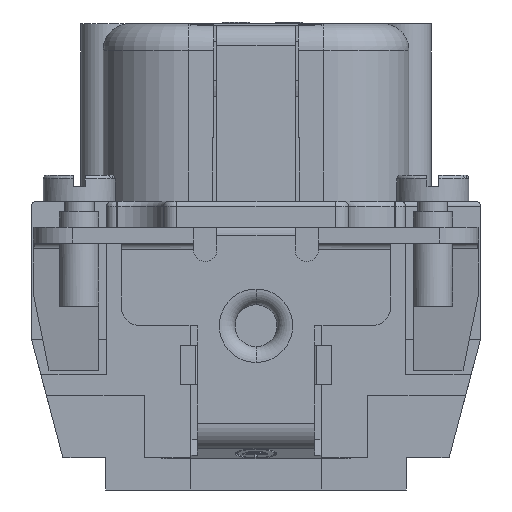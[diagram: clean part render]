
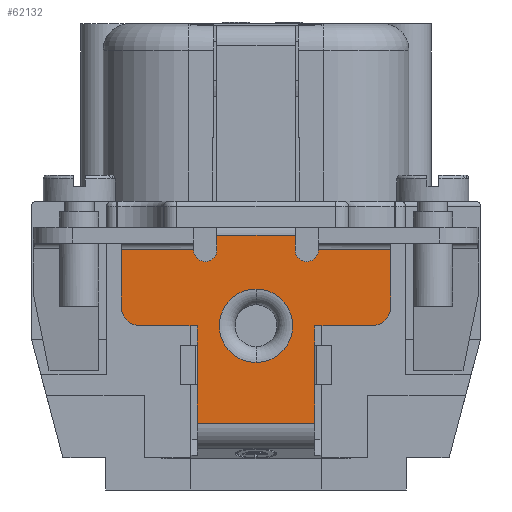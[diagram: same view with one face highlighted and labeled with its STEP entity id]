
A CAD part, left-side view. The second image highlights one B-rep face of the part: STEP entity #62132.
In plain terms, the highlighted planar face has unit normal (-1, 0, 0).
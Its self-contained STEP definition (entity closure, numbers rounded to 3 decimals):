
#19153=DIRECTION('',(0.,1.,0.));
#19154=VECTOR('',#19153,6.);
#19155=CARTESIAN_POINT('',(-32.975,-3.,-0.614));
#19156=LINE('',#19155,#19154);
#19238=DIRECTION('',(0.,0.,-1.));
#19239=VECTOR('',#19238,1.123);
#19240=CARTESIAN_POINT('',(-32.975,-3.,-0.614));
#19241=LINE('',#19240,#19239);
#19242=CARTESIAN_POINT('',(-32.975,-3.875,-1.738));
#19243=DIRECTION('',(-1.,0.,0.));
#19244=DIRECTION('',(0.,1.,0.));
#19245=AXIS2_PLACEMENT_3D('',#19242,#19243,#19244);
#19247=DIRECTION('',(0.,0.,1.));
#19248=VECTOR('',#19247,0.038);
#19249=CARTESIAN_POINT('',(-32.975,-4.75,-1.738));
#19250=LINE('',#19249,#19248);
#19251=DIRECTION('',(0.,0.,1.));
#19252=VECTOR('',#19251,4.3);
#19253=CARTESIAN_POINT('',(-32.975,-10.3,-6.));
#19254=LINE('',#19253,#19252);
#19255=CARTESIAN_POINT('',(-32.975,-8.8,-6.));
#19256=DIRECTION('',(-1.,0.,0.));
#19257=DIRECTION('',(0.,0.,-1.));
#19258=AXIS2_PLACEMENT_3D('',#19255,#19256,#19257);
#19260=DIRECTION('',(0.,-1.,0.));
#19261=VECTOR('',#19260,4.3);
#19262=CARTESIAN_POINT('',(-32.975,-4.5,-7.5));
#19263=LINE('',#19262,#19261);
#19264=DIRECTION('',(0.,0.,1.));
#19265=VECTOR('',#19264,0.51);
#19266=CARTESIAN_POINT('',(-32.975,-4.5,-8.01));
#19267=LINE('',#19266,#19265);
#19268=DIRECTION('',(0.,0.,-1.));
#19269=VECTOR('',#19268,0.984);
#19270=CARTESIAN_POINT('',(-32.975,-4.5,-8.01));
#19271=LINE('',#19270,#19269);
#19272=DIRECTION('',(0.,0.,-1.));
#19273=VECTOR('',#19272,2.962);
#19274=CARTESIAN_POINT('',(-32.975,-4.5,-11.995));
#19275=LINE('',#19274,#19273);
#19276=DIRECTION('',(0.,0.,1.));
#19277=VECTOR('',#19276,2.962);
#19278=CARTESIAN_POINT('',(-32.975,4.5,-14.956));
#19279=LINE('',#19278,#19277);
#19280=DIRECTION('',(0.,0.,1.));
#19281=VECTOR('',#19280,0.984);
#19282=CARTESIAN_POINT('',(-32.975,4.5,-8.995));
#19283=LINE('',#19282,#19281);
#19284=DIRECTION('',(0.,0.,-1.));
#19285=VECTOR('',#19284,0.51);
#19286=CARTESIAN_POINT('',(-32.975,4.5,-7.5));
#19287=LINE('',#19286,#19285);
#19288=DIRECTION('',(0.,-1.,0.));
#19289=VECTOR('',#19288,4.3);
#19290=CARTESIAN_POINT('',(-32.975,8.8,-7.5));
#19291=LINE('',#19290,#19289);
#19292=CARTESIAN_POINT('',(-32.975,8.8,-6.));
#19293=DIRECTION('',(-1.,0.,0.));
#19294=DIRECTION('',(0.,1.,0.));
#19295=AXIS2_PLACEMENT_3D('',#19292,#19293,#19294);
#19297=DIRECTION('',(0.,0.,-1.));
#19298=VECTOR('',#19297,4.3);
#19299=CARTESIAN_POINT('',(-32.975,10.3,-1.7));
#19300=LINE('',#19299,#19298);
#19301=DIRECTION('',(0.,0.,-1.));
#19302=VECTOR('',#19301,0.038);
#19303=CARTESIAN_POINT('',(-32.975,4.75,-1.7));
#19304=LINE('',#19303,#19302);
#19305=CARTESIAN_POINT('',(-32.975,3.875,-1.738));
#19306=DIRECTION('',(-1.,0.,0.));
#19307=DIRECTION('',(0.,1.,0.));
#19308=AXIS2_PLACEMENT_3D('',#19305,#19306,#19307);
#19310=DIRECTION('',(0.,0.,1.));
#19311=VECTOR('',#19310,1.123);
#19312=CARTESIAN_POINT('',(-32.975,3.,-1.738));
#19313=LINE('',#19312,#19311);
#20232=DIRECTION('',(0.,1.,0.));
#20233=VECTOR('',#20232,5.55);
#20234=CARTESIAN_POINT('',(-32.975,4.75,-1.7));
#20235=LINE('',#20234,#20233);
#20277=DIRECTION('',(0.,0.,1.));
#20278=VECTOR('',#20277,3.);
#20279=CARTESIAN_POINT('',(-32.975,4.5,-11.995));
#20280=LINE('',#20279,#20278);
#20299=DIRECTION('',(0.,1.,0.));
#20300=VECTOR('',#20299,9.);
#20301=CARTESIAN_POINT('',(-32.975,-4.5,-14.956));
#20302=LINE('',#20301,#20300);
#20328=DIRECTION('',(0.,0.,1.));
#20329=VECTOR('',#20328,3.);
#20330=CARTESIAN_POINT('',(-32.975,-4.5,-11.995));
#20331=LINE('',#20330,#20329);
#20370=DIRECTION('',(0.,1.,0.));
#20371=VECTOR('',#20370,5.55);
#20372=CARTESIAN_POINT('',(-32.975,-10.3,-1.7));
#20373=LINE('',#20372,#20371);
#22488=CARTESIAN_POINT('',(-32.975,0.,-7.5));
#22489=DIRECTION('',(-1.,0.,0.));
#22490=DIRECTION('',(0.,0.,1.));
#22491=AXIS2_PLACEMENT_3D('',#22488,#22489,#22490);
#22508=CARTESIAN_POINT('',(-32.975,0.,-7.5));
#22509=DIRECTION('',(-1.,0.,0.));
#22510=DIRECTION('',(0.,0.,-1.));
#22511=AXIS2_PLACEMENT_3D('',#22508,#22509,#22510);
#35487=CARTESIAN_POINT('',(-32.975,3.,-1.738));
#35489=VERTEX_POINT('',#35487);
#35507=CARTESIAN_POINT('',(-32.975,-4.75,-1.738));
#35509=VERTEX_POINT('',#35507);
#35511=CARTESIAN_POINT('',(-32.975,4.75,-1.738));
#35512=VERTEX_POINT('',#35511);
#35513=CARTESIAN_POINT('',(-32.975,-3.,-1.738));
#35514=VERTEX_POINT('',#35513);
#35633=CARTESIAN_POINT('',(-32.975,-4.75,-1.7));
#35634=VERTEX_POINT('',#35633);
#35639=CARTESIAN_POINT('',(-32.975,4.75,-1.7));
#35640=VERTEX_POINT('',#35639);
#35683=CARTESIAN_POINT('',(-32.975,4.5,-14.956));
#35684=CARTESIAN_POINT('',(-32.975,4.5,-11.995));
#35685=VERTEX_POINT('',#35683);
#35686=VERTEX_POINT('',#35684);
#35691=CARTESIAN_POINT('',(-32.975,-4.5,-11.995));
#35692=CARTESIAN_POINT('',(-32.975,-4.5,-14.956));
#35693=VERTEX_POINT('',#35691);
#35694=VERTEX_POINT('',#35692);
#35699=CARTESIAN_POINT('',(-32.975,8.8,-7.5));
#35700=CARTESIAN_POINT('',(-32.975,4.5,-7.5));
#35701=VERTEX_POINT('',#35699);
#35702=VERTEX_POINT('',#35700);
#35703=CARTESIAN_POINT('',(-32.975,4.5,-8.01));
#35704=VERTEX_POINT('',#35703);
#35705=CARTESIAN_POINT('',(-32.975,10.3,-6.));
#35706=VERTEX_POINT('',#35705);
#35707=CARTESIAN_POINT('',(-32.975,-4.5,-7.5));
#35708=CARTESIAN_POINT('',(-32.975,-8.8,-7.5));
#35709=VERTEX_POINT('',#35707);
#35710=VERTEX_POINT('',#35708);
#35711=CARTESIAN_POINT('',(-32.975,-10.3,-6.));
#35712=VERTEX_POINT('',#35711);
#35713=CARTESIAN_POINT('',(-32.975,-4.5,-8.01));
#35714=VERTEX_POINT('',#35713);
#35715=CARTESIAN_POINT('',(-32.975,-4.5,-8.995));
#35716=VERTEX_POINT('',#35715);
#35717=CARTESIAN_POINT('',(-32.975,4.5,-8.995));
#35718=VERTEX_POINT('',#35717);
#35719=CARTESIAN_POINT('',(-32.975,-10.3,-1.7));
#35720=VERTEX_POINT('',#35719);
#35721=CARTESIAN_POINT('',(-32.975,10.3,-1.7));
#35722=VERTEX_POINT('',#35721);
#35763=CARTESIAN_POINT('',(-32.975,3.,-0.614));
#35764=VERTEX_POINT('',#35763);
#35765=CARTESIAN_POINT('',(-32.975,-3.,-0.614));
#35766=VERTEX_POINT('',#35765);
#35795=CARTESIAN_POINT('',(-32.975,0.,-10.3));
#35796=CARTESIAN_POINT('',(-32.975,0.,-4.7));
#35797=VERTEX_POINT('',#35795);
#35798=VERTEX_POINT('',#35796);
#62073=CARTESIAN_POINT('',(-32.975,0.,-0.805));
#62074=DIRECTION('',(1.,0.,0.));
#62075=DIRECTION('',(0.,1.,0.));
#62076=AXIS2_PLACEMENT_3D('',#62073,#62074,#62075);
#62077=PLANE('',#62076);
#62078=ORIENTED_EDGE('',*,*,#61919,.F.);
#62080=ORIENTED_EDGE('',*,*,#62079,.T.);
#62082=ORIENTED_EDGE('',*,*,#62081,.T.);
#62084=ORIENTED_EDGE('',*,*,#62083,.T.);
#62086=ORIENTED_EDGE('',*,*,#62085,.F.);
#62088=ORIENTED_EDGE('',*,*,#62087,.F.);
#62090=ORIENTED_EDGE('',*,*,#62089,.F.);
#62092=ORIENTED_EDGE('',*,*,#62091,.F.);
#62094=ORIENTED_EDGE('',*,*,#62093,.F.);
#62096=ORIENTED_EDGE('',*,*,#62095,.T.);
#62098=ORIENTED_EDGE('',*,*,#62097,.F.);
#62100=ORIENTED_EDGE('',*,*,#62099,.T.);
#62102=ORIENTED_EDGE('',*,*,#62101,.T.);
#62104=ORIENTED_EDGE('',*,*,#62103,.T.);
#62106=ORIENTED_EDGE('',*,*,#62105,.T.);
#62108=ORIENTED_EDGE('',*,*,#62107,.T.);
#62110=ORIENTED_EDGE('',*,*,#62109,.F.);
#62112=ORIENTED_EDGE('',*,*,#62111,.F.);
#62114=ORIENTED_EDGE('',*,*,#62113,.F.);
#62116=ORIENTED_EDGE('',*,*,#62115,.F.);
#62118=ORIENTED_EDGE('',*,*,#62117,.F.);
#62120=ORIENTED_EDGE('',*,*,#62119,.T.);
#62122=ORIENTED_EDGE('',*,*,#62121,.T.);
#62123=ORIENTED_EDGE('',*,*,#62064,.T.);
#62124=EDGE_LOOP('',(#62078,#62080,#62082,#62084,#62086,#62088,#62090,#62092,
#62094,#62096,#62098,#62100,#62102,#62104,#62106,#62108,#62110,#62112,#62114,
#62116,#62118,#62120,#62122,#62123));
#62125=FACE_OUTER_BOUND('',#62124,.F.);
#62127=ORIENTED_EDGE('',*,*,#62126,.T.);
#62129=ORIENTED_EDGE('',*,*,#62128,.T.);
#62130=EDGE_LOOP('',(#62127,#62129));
#62131=FACE_BOUND('',#62130,.F.);
#62132=ADVANCED_FACE('',(#62125,#62131),#62077,.F.);
#19246=CIRCLE('',#19245,0.875);
#19259=CIRCLE('',#19258,1.5);
#19296=CIRCLE('',#19295,1.5);
#19309=CIRCLE('',#19308,0.875);
#22492=CIRCLE('',#22491,2.8);
#22512=CIRCLE('',#22511,2.8);
#61919=EDGE_CURVE('',#35766,#35764,#19156,.T.);
#62064=EDGE_CURVE('',#35489,#35764,#19313,.T.);
#62079=EDGE_CURVE('',#35766,#35514,#19241,.T.);
#62081=EDGE_CURVE('',#35514,#35509,#19246,.T.);
#62083=EDGE_CURVE('',#35509,#35634,#19250,.T.);
#62085=EDGE_CURVE('',#35720,#35634,#20373,.T.);
#62087=EDGE_CURVE('',#35712,#35720,#19254,.T.);
#62089=EDGE_CURVE('',#35710,#35712,#19259,.T.);
#62091=EDGE_CURVE('',#35709,#35710,#19263,.T.);
#62093=EDGE_CURVE('',#35714,#35709,#19267,.T.);
#62095=EDGE_CURVE('',#35714,#35716,#19271,.T.);
#62097=EDGE_CURVE('',#35693,#35716,#20331,.T.);
#62099=EDGE_CURVE('',#35693,#35694,#19275,.T.);
#62101=EDGE_CURVE('',#35694,#35685,#20302,.T.);
#62103=EDGE_CURVE('',#35685,#35686,#19279,.T.);
#62105=EDGE_CURVE('',#35686,#35718,#20280,.T.);
#62107=EDGE_CURVE('',#35718,#35704,#19283,.T.);
#62109=EDGE_CURVE('',#35702,#35704,#19287,.T.);
#62111=EDGE_CURVE('',#35701,#35702,#19291,.T.);
#62113=EDGE_CURVE('',#35706,#35701,#19296,.T.);
#62115=EDGE_CURVE('',#35722,#35706,#19300,.T.);
#62117=EDGE_CURVE('',#35640,#35722,#20235,.T.);
#62119=EDGE_CURVE('',#35640,#35512,#19304,.T.);
#62121=EDGE_CURVE('',#35512,#35489,#19309,.T.);
#62126=EDGE_CURVE('',#35797,#35798,#22512,.T.);
#62128=EDGE_CURVE('',#35798,#35797,#22492,.T.);
